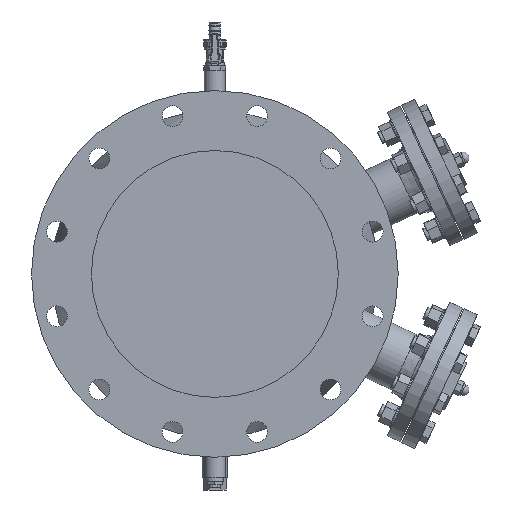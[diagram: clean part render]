
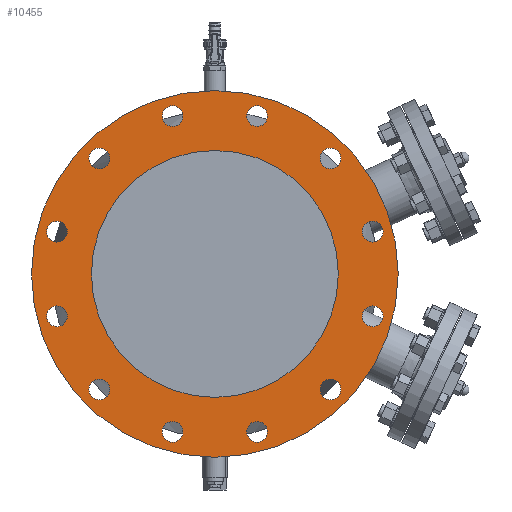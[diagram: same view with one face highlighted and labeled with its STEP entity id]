
A CAD part, left-side view. The second image highlights one B-rep face of the part: STEP entity #10455.
In plain terms, the highlighted planar face has unit normal (-1, 0, 0).
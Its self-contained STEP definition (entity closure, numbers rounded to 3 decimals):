
#1940=PLANE('',#11389);
#2361=FACE_BOUND('',#3798,.T.);
#2362=FACE_BOUND('',#3799,.T.);
#2363=FACE_BOUND('',#3800,.T.);
#2364=FACE_BOUND('',#3801,.T.);
#2365=FACE_BOUND('',#3802,.T.);
#2366=FACE_BOUND('',#3803,.T.);
#2367=FACE_BOUND('',#3804,.T.);
#2368=FACE_BOUND('',#3805,.T.);
#2369=FACE_BOUND('',#3806,.T.);
#2370=FACE_BOUND('',#3807,.T.);
#2371=FACE_BOUND('',#3808,.T.);
#2372=FACE_BOUND('',#3809,.T.);
#2373=FACE_BOUND('',#3810,.T.);
#2919=FACE_OUTER_BOUND('',#3797,.T.);
#3797=EDGE_LOOP('',(#8379));
#3798=EDGE_LOOP('',(#8380));
#3799=EDGE_LOOP('',(#8381));
#3800=EDGE_LOOP('',(#8382));
#3801=EDGE_LOOP('',(#8383));
#3802=EDGE_LOOP('',(#8384));
#3803=EDGE_LOOP('',(#8385));
#3804=EDGE_LOOP('',(#8386));
#3805=EDGE_LOOP('',(#8387));
#3806=EDGE_LOOP('',(#8388));
#3807=EDGE_LOOP('',(#8389));
#3808=EDGE_LOOP('',(#8390));
#3809=EDGE_LOOP('',(#8391));
#3810=EDGE_LOOP('',(#8392));
#4595=CIRCLE('',#11343,154.85);
#4597=CIRCLE('',#11347,13.);
#4599=CIRCLE('',#11350,13.);
#4601=CIRCLE('',#11353,13.);
#4603=CIRCLE('',#11356,13.);
#4605=CIRCLE('',#11359,13.);
#4607=CIRCLE('',#11362,13.);
#4609=CIRCLE('',#11365,13.);
#4611=CIRCLE('',#11368,13.);
#4613=CIRCLE('',#11371,13.);
#4615=CIRCLE('',#11374,13.);
#4617=CIRCLE('',#11377,13.);
#4619=CIRCLE('',#11380,13.);
#4626=CIRCLE('',#11390,230.);
#5333=VERTEX_POINT('',#17191);
#5335=VERTEX_POINT('',#17197);
#5337=VERTEX_POINT('',#17202);
#5339=VERTEX_POINT('',#17207);
#5341=VERTEX_POINT('',#17212);
#5343=VERTEX_POINT('',#17217);
#5345=VERTEX_POINT('',#17222);
#5347=VERTEX_POINT('',#17227);
#5349=VERTEX_POINT('',#17232);
#5351=VERTEX_POINT('',#17237);
#5353=VERTEX_POINT('',#17242);
#5355=VERTEX_POINT('',#17247);
#5357=VERTEX_POINT('',#17252);
#5359=VERTEX_POINT('',#17358);
#6462=EDGE_CURVE('',#5333,#5333,#4595,.T.);
#6464=EDGE_CURVE('',#5335,#5335,#4597,.T.);
#6466=EDGE_CURVE('',#5337,#5337,#4599,.T.);
#6468=EDGE_CURVE('',#5339,#5339,#4601,.T.);
#6470=EDGE_CURVE('',#5341,#5341,#4603,.T.);
#6472=EDGE_CURVE('',#5343,#5343,#4605,.T.);
#6474=EDGE_CURVE('',#5345,#5345,#4607,.T.);
#6476=EDGE_CURVE('',#5347,#5347,#4609,.T.);
#6478=EDGE_CURVE('',#5349,#5349,#4611,.T.);
#6480=EDGE_CURVE('',#5351,#5351,#4613,.T.);
#6482=EDGE_CURVE('',#5353,#5353,#4615,.T.);
#6484=EDGE_CURVE('',#5355,#5355,#4617,.T.);
#6486=EDGE_CURVE('',#5357,#5357,#4619,.T.);
#6494=EDGE_CURVE('',#5359,#5359,#4626,.T.);
#8379=ORIENTED_EDGE('',*,*,#6494,.F.);
#8380=ORIENTED_EDGE('',*,*,#6462,.T.);
#8381=ORIENTED_EDGE('',*,*,#6464,.T.);
#8382=ORIENTED_EDGE('',*,*,#6466,.T.);
#8383=ORIENTED_EDGE('',*,*,#6468,.T.);
#8384=ORIENTED_EDGE('',*,*,#6470,.T.);
#8385=ORIENTED_EDGE('',*,*,#6472,.T.);
#8386=ORIENTED_EDGE('',*,*,#6474,.T.);
#8387=ORIENTED_EDGE('',*,*,#6476,.T.);
#8388=ORIENTED_EDGE('',*,*,#6478,.T.);
#8389=ORIENTED_EDGE('',*,*,#6480,.T.);
#8390=ORIENTED_EDGE('',*,*,#6482,.T.);
#8391=ORIENTED_EDGE('',*,*,#6484,.T.);
#8392=ORIENTED_EDGE('',*,*,#6486,.T.);
#10455=ADVANCED_FACE('',(#2919,#2361,#2362,#2363,#2364,#2365,#2366,#2367,
#2368,#2369,#2370,#2371,#2372,#2373),#1940,.T.);
#11343=AXIS2_PLACEMENT_3D('',#17192,#13442,#13443);
#11347=AXIS2_PLACEMENT_3D('',#17198,#13450,#13451);
#11350=AXIS2_PLACEMENT_3D('',#17203,#13456,#13457);
#11353=AXIS2_PLACEMENT_3D('',#17208,#13462,#13463);
#11356=AXIS2_PLACEMENT_3D('',#17213,#13468,#13469);
#11359=AXIS2_PLACEMENT_3D('',#17218,#13474,#13475);
#11362=AXIS2_PLACEMENT_3D('',#17223,#13480,#13481);
#11365=AXIS2_PLACEMENT_3D('',#17228,#13486,#13487);
#11368=AXIS2_PLACEMENT_3D('',#17233,#13492,#13493);
#11371=AXIS2_PLACEMENT_3D('',#17238,#13498,#13499);
#11374=AXIS2_PLACEMENT_3D('',#17243,#13504,#13505);
#11377=AXIS2_PLACEMENT_3D('',#17248,#13510,#13511);
#11380=AXIS2_PLACEMENT_3D('',#17253,#13516,#13517);
#11389=AXIS2_PLACEMENT_3D('',#17357,#13534,#13535);
#11390=AXIS2_PLACEMENT_3D('',#17359,#13536,#13537);
#13442=DIRECTION('center_axis',(1.,0.,0.));
#13443=DIRECTION('ref_axis',(0.,1.,0.));
#13450=DIRECTION('center_axis',(1.,0.,0.));
#13451=DIRECTION('ref_axis',(0.,0.866,-0.5));
#13456=DIRECTION('center_axis',(1.,0.,0.));
#13457=DIRECTION('ref_axis',(0.,0.5,-0.866));
#13462=DIRECTION('center_axis',(1.,0.,0.));
#13463=DIRECTION('ref_axis',(0.,0.,-1.));
#13468=DIRECTION('center_axis',(1.,0.,0.));
#13469=DIRECTION('ref_axis',(0.,-0.5,-0.866));
#13474=DIRECTION('center_axis',(1.,0.,0.));
#13475=DIRECTION('ref_axis',(0.,-0.866,-0.5));
#13480=DIRECTION('center_axis',(1.,0.,0.));
#13481=DIRECTION('ref_axis',(0.,-1.,0.));
#13486=DIRECTION('center_axis',(1.,0.,0.));
#13487=DIRECTION('ref_axis',(0.,-0.866,0.5));
#13492=DIRECTION('center_axis',(1.,0.,0.));
#13493=DIRECTION('ref_axis',(0.,-0.5,0.866));
#13498=DIRECTION('center_axis',(1.,0.,0.));
#13499=DIRECTION('ref_axis',(0.,0.,1.));
#13504=DIRECTION('center_axis',(1.,0.,0.));
#13505=DIRECTION('ref_axis',(0.,0.5,0.866));
#13510=DIRECTION('center_axis',(1.,0.,0.));
#13511=DIRECTION('ref_axis',(0.,0.866,0.5));
#13516=DIRECTION('center_axis',(1.,0.,0.));
#13517=DIRECTION('ref_axis',(0.,1.,0.));
#13534=DIRECTION('center_axis',(-1.,0.,0.));
#13535=DIRECTION('ref_axis',(0.,-1.,0.));
#13536=DIRECTION('center_axis',(1.,0.,0.));
#13537=DIRECTION('ref_axis',(0.,1.,0.));
#17191=CARTESIAN_POINT('',(0.,-154.85,0.));
#17192=CARTESIAN_POINT('Origin',(0.,0.,0.));
#17197=CARTESIAN_POINT('',(0.,186.756,-46.558));
#17198=CARTESIAN_POINT('Origin',(0.,198.015,-53.058));
#17202=CARTESIAN_POINT('',(0.,138.457,-133.699));
#17203=CARTESIAN_POINT('Origin',(0.,144.957,-144.957));
#17207=CARTESIAN_POINT('',(0.,53.058,-185.015));
#17208=CARTESIAN_POINT('Origin',(0.,53.058,-198.015));
#17212=CARTESIAN_POINT('',(0.,-46.558,-186.756));
#17213=CARTESIAN_POINT('Origin',(0.,-53.058,-198.015));
#17217=CARTESIAN_POINT('',(0.,-133.699,-138.457));
#17218=CARTESIAN_POINT('Origin',(0.,-144.957,-144.957));
#17222=CARTESIAN_POINT('',(0.,-185.015,-53.058));
#17223=CARTESIAN_POINT('Origin',(0.,-198.015,-53.058));
#17227=CARTESIAN_POINT('',(0.,-186.756,46.558));
#17228=CARTESIAN_POINT('Origin',(0.,-198.015,53.058));
#17232=CARTESIAN_POINT('',(0.,-138.457,133.699));
#17233=CARTESIAN_POINT('Origin',(0.,-144.957,144.957));
#17237=CARTESIAN_POINT('',(0.,-53.058,185.015));
#17238=CARTESIAN_POINT('Origin',(0.,-53.058,198.015));
#17242=CARTESIAN_POINT('',(0.,46.558,186.756));
#17243=CARTESIAN_POINT('Origin',(0.,53.058,198.015));
#17247=CARTESIAN_POINT('',(0.,133.699,138.457));
#17248=CARTESIAN_POINT('Origin',(0.,144.957,144.957));
#17252=CARTESIAN_POINT('',(0.,185.015,53.058));
#17253=CARTESIAN_POINT('Origin',(0.,198.015,53.058));
#17357=CARTESIAN_POINT('Origin',(0.,0.,230.));
#17358=CARTESIAN_POINT('',(0.,0.,230.));
#17359=CARTESIAN_POINT('Origin',(0.,0.,0.));
